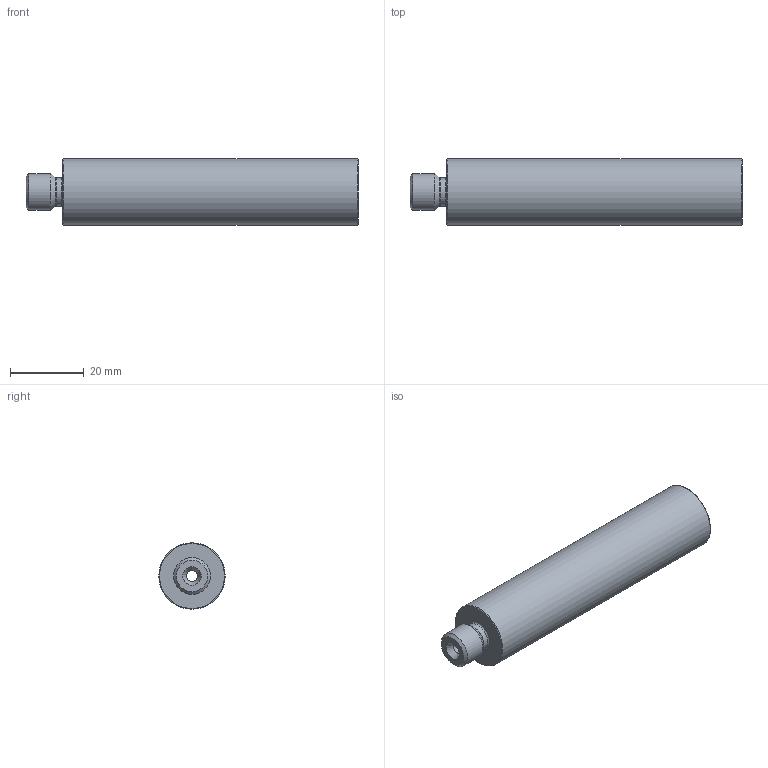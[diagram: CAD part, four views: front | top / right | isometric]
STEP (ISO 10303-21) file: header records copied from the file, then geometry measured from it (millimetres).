
FILE_DESCRIPTION (( 'STEP AP214' ), '1' );
FILE_NAME ('HS0.U18.K01.080.STEP', '2020-10-22T14:02:55', ( '' ), ( '' ), 'SwSTEP 2.0', 'SolidWorks 2017', '' );
FILE_SCHEMA (( 'AUTOMOTIVE_DESIGN' ));
Length unit declared in the file: millimetre
Products named in the file (1): HS0.U18.K01.080
Bounding box: 90 x 18 x 18 mm (x, y, z)
Volume: 20388 mm3; surface area: 6169.1 mm2
Topology: 1 solids, 1 shells, 15 faces, 27 edges, 15 vertices
Faces by surface type: cone 4, cylinder 4, torus 4, plane 3
Full cylindrical faces by diameter (mm): 3 x1, 7.7 x1, 10 x1, 18 x1
Entity records: 353 total; most frequent: DIRECTION 62, CARTESIAN_POINT 46, AXIS2_PLACEMENT_3D 31, EDGE_LOOP 30, ORIENTED_EDGE 30, FACE_OUTER_BOUND 23, VERTEX_POINT 15, ADVANCED_FACE 15
